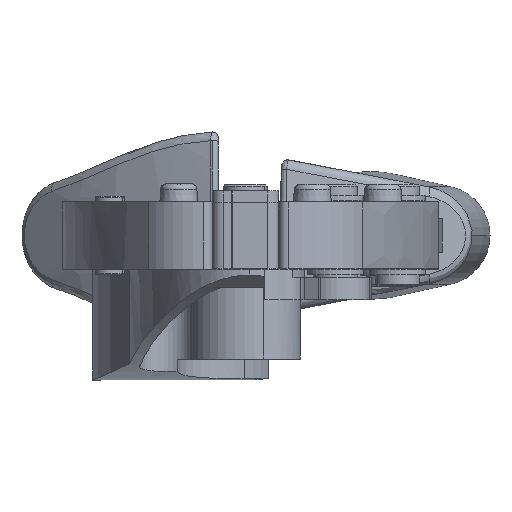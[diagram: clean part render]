
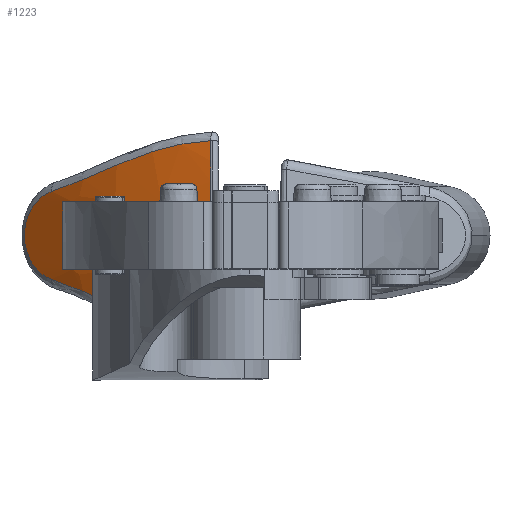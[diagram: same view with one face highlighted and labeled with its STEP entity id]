
A CAD part, left-side view. The second image highlights one B-rep face of the part: STEP entity #1223.
In plain terms, the highlighted spherical face has radius 86.8 mm.
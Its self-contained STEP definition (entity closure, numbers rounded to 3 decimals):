
#877=AXIS2_PLACEMENT_3D('Circle Axis2P3D',#875,#876,$) ;
#929=AXIS2_PLACEMENT_3D('Circle Axis2P3D',#927,#928,$) ;
#1110=AXIS2_PLACEMENT_3D('Sphere Axis2P3D',#1107,#1108,#1109) ;
#808=CARTESIAN_POINT('Vertex',(66.542,50.402,9.008)) ;
#872=CARTESIAN_POINT('Vertex',(64.932,50.38,20.001)) ;
#875=CARTESIAN_POINT('Axis2P3D Location',(144.918,51.441,26.101)) ;
#924=CARTESIAN_POINT('Vertex',(66.542,50.402,43.193)) ;
#927=CARTESIAN_POINT('Axis2P3D Location',(144.918,51.441,26.101)) ;
#931=CARTESIAN_POINT('Vertex',(64.932,50.38,32.201)) ;
#1107=CARTESIAN_POINT('Axis2P3D Location',(145.358,18.306,26.101)) ;
#1113=CARTESIAN_POINT('Control Point',(66.542,50.402,43.193)) ;
#1114=CARTESIAN_POINT('Control Point',(67.111,51.823,43.149)) ;
#1115=CARTESIAN_POINT('Control Point',(67.696,53.233,43.025)) ;
#1116=CARTESIAN_POINT('Control Point',(68.293,54.625,42.826)) ;
#1117=CARTESIAN_POINT('Control Point',(69.495,57.321,42.304)) ;
#1118=CARTESIAN_POINT('Control Point',(70.756,59.933,41.57)) ;
#1119=CARTESIAN_POINT('Control Point',(71.391,61.193,41.168)) ;
#1120=CARTESIAN_POINT('Control Point',(73.017,64.283,40.089)) ;
#1121=CARTESIAN_POINT('Control Point',(74.767,67.246,38.874)) ;
#1122=CARTESIAN_POINT('Control Point',(75.867,68.979,38.129)) ;
#1123=CARTESIAN_POINT('Control Point',(77.647,71.58,36.996)) ;
#1124=CARTESIAN_POINT('Control Point',(79.582,74.101,35.932)) ;
#1125=CARTESIAN_POINT('Control Point',(80.272,74.966,35.574)) ;
#1126=CARTESIAN_POINT('Control Point',(81.397,76.321,35.032)) ;
#1127=CARTESIAN_POINT('Control Point',(82.576,77.654,34.534)) ;
#1128=CARTESIAN_POINT('Control Point',(83.018,78.143,34.357)) ;
#1129=CARTESIAN_POINT('Control Point',(83.464,78.626,34.189)) ;
#1130=CARTESIAN_POINT('Control Point',(83.918,79.105,34.029)) ;
#1131=CARTESIAN_POINT('Vertex',(83.918,79.105,34.029)) ;
#1135=CARTESIAN_POINT('Control Point',(88.65,84.021,26.1)) ;
#1136=CARTESIAN_POINT('Control Point',(88.65,84.021,26.878)) ;
#1137=CARTESIAN_POINT('Control Point',(88.576,83.946,27.656)) ;
#1138=CARTESIAN_POINT('Control Point',(88.429,83.796,28.428)) ;
#1139=CARTESIAN_POINT('Control Point',(88.03,83.389,29.781)) ;
#1140=CARTESIAN_POINT('Control Point',(87.376,82.716,31.048)) ;
#1141=CARTESIAN_POINT('Control Point',(87.039,82.368,31.582)) ;
#1142=CARTESIAN_POINT('Control Point',(86.301,81.603,32.527)) ;
#1143=CARTESIAN_POINT('Control Point',(85.39,80.653,33.294)) ;
#1144=CARTESIAN_POINT('Control Point',(84.923,80.164,33.606)) ;
#1145=CARTESIAN_POINT('Control Point',(84.429,79.644,33.853)) ;
#1146=CARTESIAN_POINT('Control Point',(83.918,79.105,34.03)) ;
#1147=CARTESIAN_POINT('Vertex',(88.65,84.021,26.1)) ;
#1151=CARTESIAN_POINT('Control Point',(83.918,79.105,18.172)) ;
#1152=CARTESIAN_POINT('Control Point',(84.334,79.545,18.315)) ;
#1153=CARTESIAN_POINT('Control Point',(84.74,79.971,18.506)) ;
#1154=CARTESIAN_POINT('Control Point',(85.128,80.378,18.74)) ;
#1155=CARTESIAN_POINT('Control Point',(85.988,81.278,19.378)) ;
#1156=CARTESIAN_POINT('Control Point',(86.715,82.033,20.184)) ;
#1157=CARTESIAN_POINT('Control Point',(87.082,82.413,20.687)) ;
#1158=CARTESIAN_POINT('Control Point',(87.871,83.226,22.006)) ;
#1159=CARTESIAN_POINT('Control Point',(88.362,83.728,23.446)) ;
#1160=CARTESIAN_POINT('Control Point',(88.554,83.923,24.325)) ;
#1161=CARTESIAN_POINT('Control Point',(88.65,84.021,25.213)) ;
#1162=CARTESIAN_POINT('Control Point',(88.65,84.021,26.1)) ;
#1163=CARTESIAN_POINT('Vertex',(83.918,79.105,18.172)) ;
#1167=CARTESIAN_POINT('Control Point',(66.542,50.402,9.008)) ;
#1168=CARTESIAN_POINT('Control Point',(67.819,53.59,9.107)) ;
#1169=CARTESIAN_POINT('Control Point',(69.172,56.72,9.608)) ;
#1170=CARTESIAN_POINT('Control Point',(70.582,59.725,10.457)) ;
#1171=CARTESIAN_POINT('Control Point',(72.557,63.525,11.813)) ;
#1172=CARTESIAN_POINT('Control Point',(74.739,67.144,13.3)) ;
#1173=CARTESIAN_POINT('Control Point',(75.28,68.01,13.665)) ;
#1174=CARTESIAN_POINT('Control Point',(76.397,69.732,14.4)) ;
#1175=CARTESIAN_POINT('Control Point',(77.573,71.418,15.127)) ;
#1176=CARTESIAN_POINT('Control Point',(78.174,72.247,15.484)) ;
#1177=CARTESIAN_POINT('Control Point',(79.218,73.637,16.075)) ;
#1178=CARTESIAN_POINT('Control Point',(80.312,75.003,16.638)) ;
#1179=CARTESIAN_POINT('Control Point',(80.769,75.56,16.863)) ;
#1180=CARTESIAN_POINT('Control Point',(81.657,76.614,17.279)) ;
#1181=CARTESIAN_POINT('Control Point',(82.577,77.655,17.667)) ;
#1182=CARTESIAN_POINT('Control Point',(83.016,78.141,17.843)) ;
#1183=CARTESIAN_POINT('Control Point',(83.464,78.625,18.011)) ;
#1184=CARTESIAN_POINT('Control Point',(83.918,79.105,18.172)) ;
#1187=CARTESIAN_POINT('Control Point',(80.276,75.414,20.001)) ;
#1188=CARTESIAN_POINT('Control Point',(76.383,70.978,20.001)) ;
#1189=CARTESIAN_POINT('Control Point',(72.866,66.206,20.001)) ;
#1190=CARTESIAN_POINT('Control Point',(69.779,61.169,20.001)) ;
#1191=CARTESIAN_POINT('Control Point',(67.121,55.868,20.001)) ;
#1192=CARTESIAN_POINT('Control Point',(64.932,50.38,20.001)) ;
#1193=CARTESIAN_POINT('Vertex',(80.276,75.414,20.001)) ;
#1197=CARTESIAN_POINT('Control Point',(80.276,75.414,32.201)) ;
#1198=CARTESIAN_POINT('Control Point',(79.946,75.472,28.142)) ;
#1199=CARTESIAN_POINT('Control Point',(79.946,75.472,24.059)) ;
#1200=CARTESIAN_POINT('Control Point',(80.276,75.414,20.001)) ;
#1201=CARTESIAN_POINT('Vertex',(80.276,75.414,32.201)) ;
#1205=CARTESIAN_POINT('Control Point',(80.276,75.414,32.201)) ;
#1206=CARTESIAN_POINT('Control Point',(76.383,70.978,32.201)) ;
#1207=CARTESIAN_POINT('Control Point',(72.866,66.206,32.201)) ;
#1208=CARTESIAN_POINT('Control Point',(69.779,61.169,32.201)) ;
#1209=CARTESIAN_POINT('Control Point',(67.121,55.868,32.201)) ;
#1210=CARTESIAN_POINT('Control Point',(64.932,50.38,32.201)) ;
#876=DIRECTION('Axis2P3D Direction',(-0.013,1.,0.)) ;
#928=DIRECTION('Axis2P3D Direction',(-0.013,1.,0.)) ;
#1108=DIRECTION('Axis2P3D Direction',(0.,-1.,0.)) ;
#1109=DIRECTION('Axis2P3D XDirection',(-0.94,0.,0.342)) ;
#1213=ORIENTED_EDGE('',*,*,#933,.F.) ;
#1214=ORIENTED_EDGE('',*,*,#1133,.T.) ;
#1215=ORIENTED_EDGE('',*,*,#1149,.T.) ;
#1216=ORIENTED_EDGE('',*,*,#1165,.T.) ;
#1217=ORIENTED_EDGE('',*,*,#1185,.T.) ;
#1218=ORIENTED_EDGE('',*,*,#879,.F.) ;
#1219=ORIENTED_EDGE('',*,*,#1195,.F.) ;
#1220=ORIENTED_EDGE('',*,*,#1203,.F.) ;
#1221=ORIENTED_EDGE('',*,*,#1211,.T.) ;
#1223=ADVANCED_FACE('Hauptk\X2\00F6\X0\rper',(#1222),#1111,.T.) ;
#1112=B_SPLINE_CURVE_WITH_KNOTS('',5,(#1113,#1114,#1115,#1116,#1117,#1118,#1119,#1120,#1121,#1122,#1123,#1124,#1125,#1126,#1127,#1128,#1129,#1130),.UNSPECIFIED.,.F.,.U.,(6,3,3,3,3,6),(0.,10.818,21.237,36.803,45.104,49.898),.UNSPECIFIED.) ;
#1134=B_SPLINE_CURVE_WITH_KNOTS('',5,(#1135,#1136,#1137,#1138,#1139,#1140,#1141,#1142,#1143,#1144,#1145,#1146),.UNSPECIFIED.,.F.,.U.,(6,3,3,6),(0.,7.383,13.143,18.303),.UNSPECIFIED.) ;
#1150=B_SPLINE_CURVE_WITH_KNOTS('',5,(#1151,#1152,#1153,#1154,#1155,#1156,#1157,#1158,#1159,#1160,#1161,#1162),.UNSPECIFIED.,.F.,.U.,(6,3,3,6),(0.,4.203,9.874,18.297),.UNSPECIFIED.) ;
#1166=B_SPLINE_CURVE_WITH_KNOTS('',5,(#1167,#1168,#1169,#1170,#1171,#1172,#1173,#1174,#1175,#1176,#1177,#1178,#1179,#1180,#1181,#1182,#1183,#1184),.UNSPECIFIED.,.F.,.U.,(6,3,3,3,3,6),(0.,24.275,31.933,39.591,45.015,49.82),.UNSPECIFIED.) ;
#1186=B_SPLINE_CURVE_WITH_KNOTS('',5,(#1187,#1188,#1189,#1190,#1191,#1192),.UNSPECIFIED.,.F.,.U.,(6,6),(0.,41.844),.UNSPECIFIED.) ;
#1196=B_SPLINE_CURVE_WITH_KNOTS('',3,(#1197,#1198,#1199,#1200),.UNSPECIFIED.,.F.,.U.,(4,4),(0.,20.316),.UNSPECIFIED.) ;
#1204=B_SPLINE_CURVE_WITH_KNOTS('',5,(#1205,#1206,#1207,#1208,#1209,#1210),.UNSPECIFIED.,.F.,.U.,(6,6),(0.,41.843),.UNSPECIFIED.) ;
#878=CIRCLE('generated circle',#877,80.225) ;
#930=CIRCLE('generated circle',#929,80.225) ;
#879=EDGE_CURVE('',#873,#809,#878,.F.) ;
#933=EDGE_CURVE('',#925,#932,#930,.F.) ;
#1133=EDGE_CURVE('',#925,#1132,#1112,.T.) ;
#1149=EDGE_CURVE('',#1132,#1148,#1134,.F.) ;
#1165=EDGE_CURVE('',#1148,#1164,#1150,.F.) ;
#1185=EDGE_CURVE('',#1164,#809,#1166,.F.) ;
#1195=EDGE_CURVE('',#1194,#873,#1186,.T.) ;
#1203=EDGE_CURVE('',#1202,#1194,#1196,.T.) ;
#1211=EDGE_CURVE('',#1202,#932,#1204,.T.) ;
#1212=EDGE_LOOP('',(#1213,#1214,#1215,#1216,#1217,#1218,#1219,#1220,#1221)) ;
#1222=FACE_OUTER_BOUND('',#1212,.T.) ;
#1111=SPHERICAL_SURFACE('',#1110,86.8) ;
#809=VERTEX_POINT('',#808) ;
#873=VERTEX_POINT('',#872) ;
#925=VERTEX_POINT('',#924) ;
#932=VERTEX_POINT('',#931) ;
#1132=VERTEX_POINT('',#1131) ;
#1148=VERTEX_POINT('',#1147) ;
#1164=VERTEX_POINT('',#1163) ;
#1194=VERTEX_POINT('',#1193) ;
#1202=VERTEX_POINT('',#1201) ;
